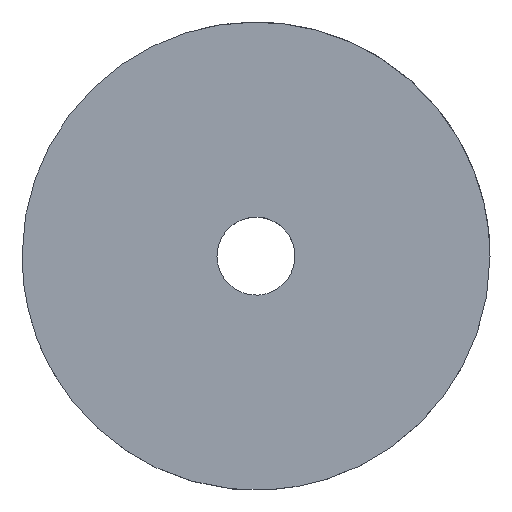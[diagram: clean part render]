
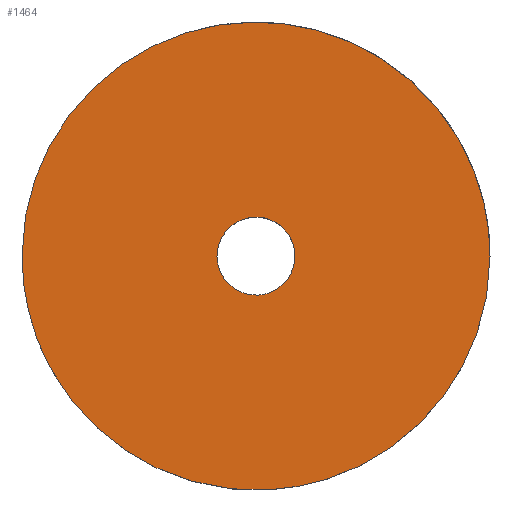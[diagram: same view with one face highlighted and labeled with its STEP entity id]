
A CAD part, top view. The second image highlights one B-rep face of the part: STEP entity #1464.
In plain terms, the highlighted free-form (B-spline) face has degree [1, 1] with [2, 2] control points.
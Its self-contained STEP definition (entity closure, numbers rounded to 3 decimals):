
#536=CARTESIAN_POINT('',(-16.851,-6.329,17.0));
#537=VERTEX_POINT('',#536);
#543=CARTESIAN_POINT('',(-18.0,0.0,17.0));
#544=VERTEX_POINT('',#543);
#545=CARTESIAN_POINT('',(-16.851,-6.329,17.));
#546=CARTESIAN_POINT('',(-18.,-3.269,17.));
#547=CARTESIAN_POINT('',(-18.0,0.0,17.0));
#555=(BOUNDED_CURVE()B_SPLINE_CURVE(2,(#545,#546,#547),.UNSPECIFIED.,.F.,.U.)B_SPLINE_CURVE_WITH_KNOTS((3,3),(0.94,1.0),.UNSPECIFIED.)CURVE()GEOMETRIC_REPRESENTATION_ITEM()RATIONAL_B_SPLINE_CURVE((0.893,0.93,1.0))REPRESENTATION_ITEM(''));
#556=EDGE_CURVE('',#537,#544,#555,.T.);
#558=CARTESIAN_POINT('',(18.0,0.0,17.0));
#559=VERTEX_POINT('',#558);
#560=CARTESIAN_POINT('',(-18.0,0.0,17.0));
#561=CARTESIAN_POINT('',(-18.,18.,17.));
#562=CARTESIAN_POINT('',(0.0,18.0,17.0));
#563=CARTESIAN_POINT('',(18.,18.,17.));
#564=CARTESIAN_POINT('',(18.0,0.0,17.0));
#572=(BOUNDED_CURVE()B_SPLINE_CURVE(2,(#560,#561,#562,#563,#564),.UNSPECIFIED.,.F.,.U.)B_SPLINE_CURVE_WITH_KNOTS((3,2,3),(0.0,0.25,0.5),.UNSPECIFIED.)CURVE()GEOMETRIC_REPRESENTATION_ITEM()RATIONAL_B_SPLINE_CURVE((1.0,0.707,1.0,0.707,1.0))REPRESENTATION_ITEM(''));
#573=EDGE_CURVE('',#544,#559,#572,.T.);
#575=CARTESIAN_POINT('',(1.099,-17.966,17.0));
#576=VERTEX_POINT('',#575);
#577=CARTESIAN_POINT('',(18.0,0.0,17.0));
#578=CARTESIAN_POINT('',(18.0,-16.933,17.));
#579=CARTESIAN_POINT('',(1.099,-17.966,17.0));
#587=(BOUNDED_CURVE()B_SPLINE_CURVE(2,(#577,#578,#579),.UNSPECIFIED.,.F.,.U.)B_SPLINE_CURVE_WITH_KNOTS((3,3),(0.5,0.739),.UNSPECIFIED.)CURVE()GEOMETRIC_REPRESENTATION_ITEM()RATIONAL_B_SPLINE_CURVE((1.0,0.72,0.976))REPRESENTATION_ITEM(''));
#588=EDGE_CURVE('',#559,#576,#587,.T.);
#675=CARTESIAN_POINT('',(1.099,-17.966,17.0));
#676=CARTESIAN_POINT('',(0.55,-18.,17.));
#677=CARTESIAN_POINT('',(0.0,-18.0,17.0));
#678=CARTESIAN_POINT('',(-12.467,-18.,17.));
#679=CARTESIAN_POINT('',(-16.851,-6.329,17.));
#687=(BOUNDED_CURVE()B_SPLINE_CURVE(2,(#675,#676,#677,#678,#679),.UNSPECIFIED.,.F.,.U.)B_SPLINE_CURVE_WITH_KNOTS((3,2,3),(0.739,0.75,0.94),.UNSPECIFIED.)CURVE()GEOMETRIC_REPRESENTATION_ITEM()RATIONAL_B_SPLINE_CURVE((0.976,0.988,1.0,0.777,0.893))REPRESENTATION_ITEM(''));
#688=EDGE_CURVE('',#576,#537,#687,.T.);
#716=CARTESIAN_POINT('',(-0.354,2.979,17.0));
#717=VERTEX_POINT('',#716);
#718=CARTESIAN_POINT('',(3.0,0.0,17.0));
#719=VERTEX_POINT('',#718);
#720=CARTESIAN_POINT('',(-0.354,2.979,17.0));
#721=CARTESIAN_POINT('',(-0.178,3.0,17.));
#722=CARTESIAN_POINT('',(0.0,3.0,17.0));
#723=CARTESIAN_POINT('',(3.0,3.0,17.));
#724=CARTESIAN_POINT('',(3.0,0.0,17.0));
#732=(BOUNDED_CURVE()B_SPLINE_CURVE(2,(#720,#721,#722,#723,#724),.UNSPECIFIED.,.F.,.U.)B_SPLINE_CURVE_WITH_KNOTS((3,2,3),(0.23,0.25,0.5),.UNSPECIFIED.)CURVE()GEOMETRIC_REPRESENTATION_ITEM()RATIONAL_B_SPLINE_CURVE((0.956,0.976,1.0,0.707,1.0))REPRESENTATION_ITEM(''));
#733=EDGE_CURVE('',#717,#719,#732,.T.);
#774=CARTESIAN_POINT('',(0.183,-2.994,17.0));
#775=VERTEX_POINT('',#774);
#781=CARTESIAN_POINT('',(3.0,0.0,17.0));
#782=CARTESIAN_POINT('',(3.,-2.822,17.));
#783=CARTESIAN_POINT('',(0.183,-2.994,17.));
#791=(BOUNDED_CURVE()B_SPLINE_CURVE(2,(#781,#782,#783),.UNSPECIFIED.,.F.,.U.)B_SPLINE_CURVE_WITH_KNOTS((3,3),(0.5,0.739),.UNSPECIFIED.)CURVE()GEOMETRIC_REPRESENTATION_ITEM()RATIONAL_B_SPLINE_CURVE((1.0,0.72,0.976))REPRESENTATION_ITEM(''));
#792=EDGE_CURVE('',#719,#775,#791,.T.);
#815=CARTESIAN_POINT('',(-3.0,0.0,17.0));
#816=VERTEX_POINT('',#815);
#817=CARTESIAN_POINT('',(-3.0,0.0,17.0));
#818=CARTESIAN_POINT('',(-3.,2.665,17.0));
#819=CARTESIAN_POINT('',(-0.354,2.979,17.));
#827=(BOUNDED_CURVE()B_SPLINE_CURVE(2,(#817,#818,#819),.UNSPECIFIED.,.F.,.U.)B_SPLINE_CURVE_WITH_KNOTS((3,3),(0.0,0.23),.UNSPECIFIED.)CURVE()GEOMETRIC_REPRESENTATION_ITEM()RATIONAL_B_SPLINE_CURVE((1.0,0.731,0.956))REPRESENTATION_ITEM(''));
#828=EDGE_CURVE('',#816,#717,#827,.T.);
#830=CARTESIAN_POINT('',(0.183,-2.994,17.));
#831=CARTESIAN_POINT('',(0.092,-3.,17.));
#832=CARTESIAN_POINT('',(0.0,-3.0,17.0));
#833=CARTESIAN_POINT('',(-3.0,-3.0,17.));
#834=CARTESIAN_POINT('',(-3.0,0.0,17.0));
#842=(BOUNDED_CURVE()B_SPLINE_CURVE(2,(#830,#831,#832,#833,#834),.UNSPECIFIED.,.F.,.U.)B_SPLINE_CURVE_WITH_KNOTS((3,2,3),(0.739,0.75,1.0),.UNSPECIFIED.)CURVE()GEOMETRIC_REPRESENTATION_ITEM()RATIONAL_B_SPLINE_CURVE((0.976,0.988,1.0,0.707,1.0))REPRESENTATION_ITEM(''));
#843=EDGE_CURVE('',#775,#816,#842,.T.);
#1447=CARTESIAN_POINT('',(19.798,-19.795,17.0));
#1448=CARTESIAN_POINT('',(-19.798,-19.795,17.0));
#1449=CARTESIAN_POINT('',(19.798,19.798,17.0));
#1450=CARTESIAN_POINT('',(-19.798,19.798,17.0));
#1451=B_SPLINE_SURFACE_WITH_KNOTS('',1,1,((#1447,#1449),(#1448,#1450)),.UNSPECIFIED.,.F.,.F.,.U.,(2,2),(2,2),(0.0,39.596),(0.0,39.593),.UNSPECIFIED.);
#1452=ORIENTED_EDGE('',*,*,#556,.F.);
#1453=ORIENTED_EDGE('',*,*,#688,.F.);
#1454=ORIENTED_EDGE('',*,*,#588,.F.);
#1455=ORIENTED_EDGE('',*,*,#573,.F.);
#1456=EDGE_LOOP('',(#1452,#1453,#1454,#1455));
#1457=FACE_OUTER_BOUND('',#1456,.T.);
#1458=ORIENTED_EDGE('',*,*,#792,.T.);
#1459=ORIENTED_EDGE('',*,*,#843,.T.);
#1460=ORIENTED_EDGE('',*,*,#828,.T.);
#1461=ORIENTED_EDGE('',*,*,#733,.T.);
#1462=EDGE_LOOP('',(#1458,#1459,#1460,#1461));
#1463=FACE_BOUND('',#1462,.T.);
#1464=ADVANCED_FACE('',(#1457,#1463),#1451,.F.);
